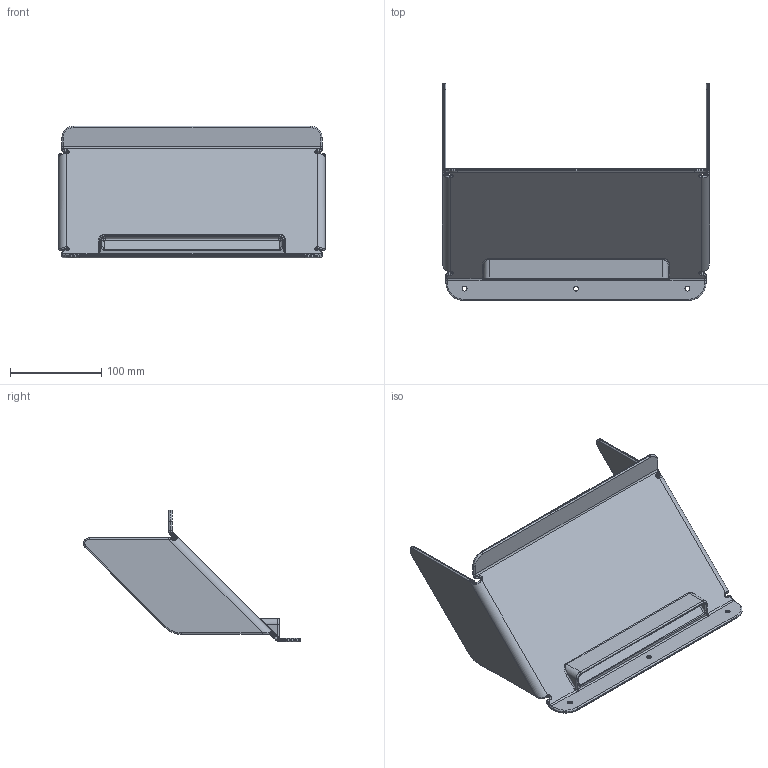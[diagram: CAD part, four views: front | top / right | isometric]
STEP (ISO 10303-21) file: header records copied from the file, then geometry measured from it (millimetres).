
FILE_DESCRIPTION (( 'STEP AP203' ), '1' );
FILE_NAME ('RAMP_GUIDE_22MAR2019.STEP', '2019-03-22T19:54:05', ( 'GCX' ), ( 'Microsoft' ), 'SwSTEP 2.0', 'SolidWorks 2018', '' );
FILE_SCHEMA (( 'CONFIG_CONTROL_DESIGN' ));
Length unit declared in the file: millimetre
Products named in the file (1): RAMP_GUIDE_22MAR2019
Bounding box: 293.37 x 238.47 x 144.87 mm (x, y, z)
Volume: 353926 mm3; surface area: 178224.6 mm2
Topology: 1 solids, 1 shells, 296 faces, 676 edges, 385 vertices
Faces by surface type: cylinder 132, torus 83, plane 47, bspline 28, sphere 6
Full cylindrical faces by diameter (mm): 6.35 x1
Entity records: 9160 total; most frequent: CARTESIAN_POINT 2433, DIRECTION 1529, ORIENTED_EDGE 1352, EDGE_CURVE 676, AXIS2_PLACEMENT_3D 642, VERTEX_POINT 386, CIRCLE 373, EDGE_LOOP 306
